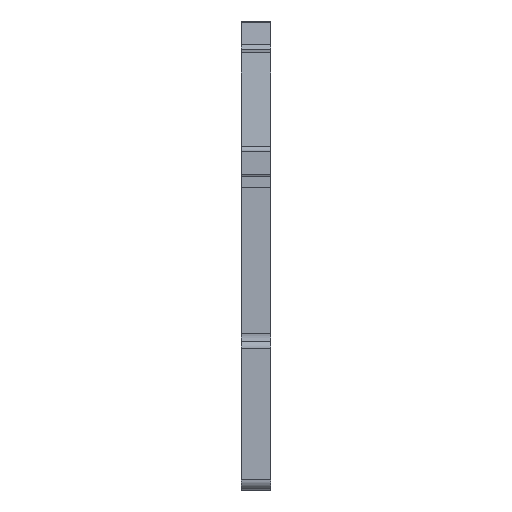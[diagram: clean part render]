
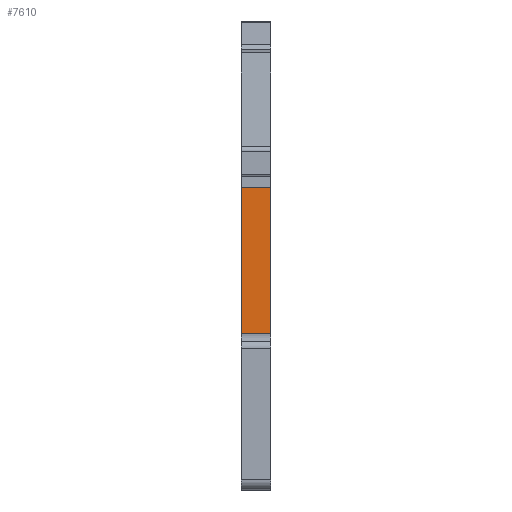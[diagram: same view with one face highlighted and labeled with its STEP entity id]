
A CAD part, left-side view. The second image highlights one B-rep face of the part: STEP entity #7610.
In plain terms, the highlighted face is planar.
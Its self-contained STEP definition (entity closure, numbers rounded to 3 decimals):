
#330 = CARTESIAN_POINT ( 'NONE',  ( -3., -15., -44.25 ) ) ;
#840 = LINE ( 'NONE', #6646, #4708 ) ;
#1352 = EDGE_CURVE ( 'NONE', #7993, #2948, #840, .T. ) ;
#1468 = ORIENTED_EDGE ( 'NONE', *, *, #7630, .T. ) ;
#1824 = EDGE_LOOP ( 'NONE', ( #7304, #2789, #3132, #1468 ) ) ;
#1872 = CARTESIAN_POINT ( 'NONE',  ( -3., 14.45, -44.25 ) ) ;
#2419 = DIRECTION ( 'NONE',  ( 0., 1., 0. ) ) ;
#2789 = ORIENTED_EDGE ( 'NONE', *, *, #6228, .F. ) ;
#2865 = AXIS2_PLACEMENT_3D ( 'NONE', #7820, #5718, #2419 ) ;
#2948 = VERTEX_POINT ( 'NONE', #4048 ) ;
#3129 = FACE_OUTER_BOUND ( 'NONE', #1824, .T. ) ;
#3132 = ORIENTED_EDGE ( 'NONE', *, *, #1352, .F. ) ;
#3710 = CARTESIAN_POINT ( 'NONE',  ( -3., -15., -44.25 ) ) ;
#4048 = CARTESIAN_POINT ( 'NONE',  ( 3., 14.45, -44.25 ) ) ;
#4340 = DIRECTION ( 'NONE',  ( 0., 1., 0. ) ) ;
#4430 = LINE ( 'NONE', #5705, #6437 ) ;
#4516 = DIRECTION ( 'NONE',  ( -1., 0., 0. ) ) ;
#4708 = VECTOR ( 'NONE', #4826, 1000. ) ;
#4826 = DIRECTION ( 'NONE',  ( 0., 1., 0. ) ) ;
#4996 = DIRECTION ( 'NONE',  ( -1., 0., 0. ) ) ;
#5103 = CARTESIAN_POINT ( 'NONE',  ( 3., -15., -44.25 ) ) ;
#5635 = PLANE ( 'NONE',  #2865 ) ;
#5705 = CARTESIAN_POINT ( 'NONE',  ( 3., 14.45, -44.25 ) ) ;
#5718 = DIRECTION ( 'NONE',  ( 0., 0., 1. ) ) ;
#6041 = VERTEX_POINT ( 'NONE', #3710 ) ;
#6139 = EDGE_CURVE ( 'NONE', #6041, #6454, #6210, .T. ) ;
#6210 = LINE ( 'NONE', #330, #7917 ) ;
#6228 = EDGE_CURVE ( 'NONE', #2948, #6454, #4430, .T. ) ;
#6437 = VECTOR ( 'NONE', #4516, 1000. ) ;
#6454 = VERTEX_POINT ( 'NONE', #1872 ) ;
#6646 = CARTESIAN_POINT ( 'NONE',  ( 3., -15., -44.25 ) ) ;
#7304 = ORIENTED_EDGE ( 'NONE', *, *, #6139, .T. ) ;
#7589 = VECTOR ( 'NONE', #4996, 1000. ) ;
#7610 = ADVANCED_FACE ( 'NONE', ( #3129 ), #5635, .F. ) ;
#7630 = EDGE_CURVE ( 'NONE', #7993, #6041, #7658, .T. ) ;
#7658 = LINE ( 'NONE', #8166, #7589 ) ;
#7820 = CARTESIAN_POINT ( 'NONE',  ( 3., -15., -44.25 ) ) ;
#7917 = VECTOR ( 'NONE', #4340, 1000. ) ;
#7993 = VERTEX_POINT ( 'NONE', #5103 ) ;
#8166 = CARTESIAN_POINT ( 'NONE',  ( 3., -15., -44.25 ) ) ;
